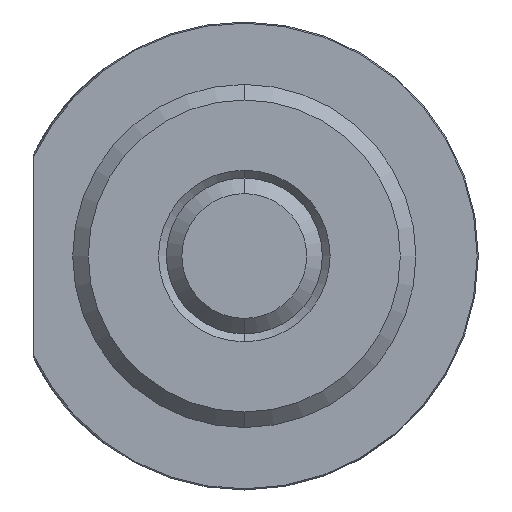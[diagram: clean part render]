
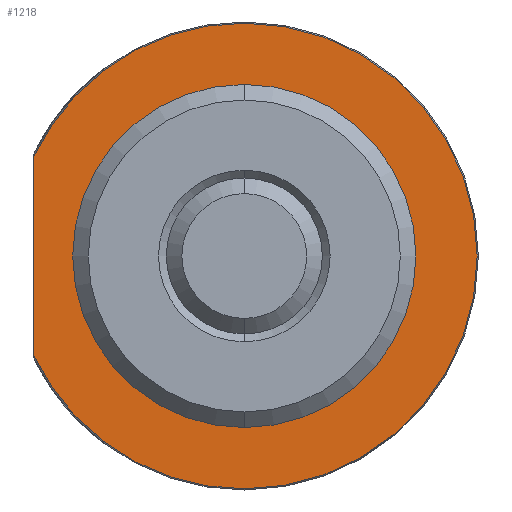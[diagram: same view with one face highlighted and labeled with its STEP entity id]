
A CAD part, left-side view. The second image highlights one B-rep face of the part: STEP entity #1218.
In plain terms, the highlighted planar face has unit normal (-1, 0, 0).
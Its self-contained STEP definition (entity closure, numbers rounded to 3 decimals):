
#37 = CIRCLE ( 'NONE', #3156, 11. ) ;
#38 = CIRCLE ( 'NONE', #3158, 14.927 ) ;
#146 = CIRCLE ( 'NONE', #3149, 11. ) ;
#158 = LINE ( 'NONE', #717, #159 ) ;
#159 = VECTOR ( 'NONE', #718, 1000. ) ;
#178 = CIRCLE ( 'NONE', #3136, 14.927 ) ;
#201 = CIRCLE ( 'NONE', #3132, 14.927 ) ;
#256 = CARTESIAN_POINT ( 'NONE',  ( 22., 0., -14.927 ) ) ;
#260 = CARTESIAN_POINT ( 'NONE',  ( 22., 13.5, 6.37 ) ) ;
#371 = CARTESIAN_POINT ( 'NONE',  ( 22., 0., -11. ) ) ;
#372 = CARTESIAN_POINT ( 'NONE',  ( 22., 0., 11. ) ) ;
#378 = CARTESIAN_POINT ( 'NONE',  ( 22., 13.5, -6.37 ) ) ;
#400 = CARTESIAN_POINT ( 'NONE',  ( 22., 0., 14.927 ) ) ;
#630 = CARTESIAN_POINT ( 'NONE',  ( 22., 0., 0. ) ) ;
#631 = CARTESIAN_POINT ( 'NONE',  ( 22., 0., 0. ) ) ;
#633 = DIRECTION ( 'NONE',  ( -1., 0., 0. ) ) ;
#634 = DIRECTION ( 'NONE',  ( 0., 0., -1. ) ) ;
#682 = CARTESIAN_POINT ( 'NONE',  ( 22., 0., 0. ) ) ;
#700 = DIRECTION ( 'NONE',  ( -1., 0., 0. ) ) ;
#701 = DIRECTION ( 'NONE',  ( 0., 0., 1. ) ) ;
#717 = CARTESIAN_POINT ( 'NONE',  ( 22., 13.5, 0. ) ) ;
#718 = DIRECTION ( 'NONE',  ( 0., 0., -1. ) ) ;
#728 = CARTESIAN_POINT ( 'NONE',  ( 22., 0., 0. ) ) ;
#735 = DIRECTION ( 'NONE',  ( -1., 0., 0. ) ) ;
#736 = DIRECTION ( 'NONE',  ( 0., 0., 1. ) ) ;
#772 = CARTESIAN_POINT ( 'NONE',  ( 22., 0., 0. ) ) ;
#773 = DIRECTION ( 'NONE',  ( -1., 0., 0. ) ) ;
#774 = DIRECTION ( 'NONE',  ( 0., 0., -1. ) ) ;
#1218 = ADVANCED_FACE ( 'NONE', ( #1965, #1974 ), #2351, .F. ) ;
#1366 = ORIENTED_EDGE ( 'NONE', *, *, #2905, .T. ) ;
#1369 = ORIENTED_EDGE ( 'NONE', *, *, #2951, .T. ) ;
#1395 = ORIENTED_EDGE ( 'NONE', *, *, #2941, .T. ) ;
#1398 = ORIENTED_EDGE ( 'NONE', *, *, #2934, .F. ) ;
#1399 = ORIENTED_EDGE ( 'NONE', *, *, #2907, .T. ) ;
#1781 = EDGE_LOOP ( 'NONE', ( #1369, #1366, #1399, #1395 ) ) ;
#1849 = EDGE_LOOP ( 'NONE', ( #1398, #2190 ) ) ;
#1965 = FACE_OUTER_BOUND ( 'NONE', #1781, .T. ) ;
#1974 = FACE_BOUND ( 'NONE', #1849, .T. ) ;
#2190 = ORIENTED_EDGE ( 'NONE', *, *, #2947, .F. ) ;
#2239 = DIRECTION ( 'NONE',  ( -1., 0., 0. ) ) ;
#2240 = DIRECTION ( 'NONE',  ( 0., 0., -1. ) ) ;
#2350 = CARTESIAN_POINT ( 'NONE',  ( 22., 11., 0. ) ) ;
#2351 = PLANE ( 'NONE',  #2758 ) ;
#2539 = VERTEX_POINT ( 'NONE', #400 ) ;
#2558 = VERTEX_POINT ( 'NONE', #378 ) ;
#2571 = VERTEX_POINT ( 'NONE', #372 ) ;
#2572 = VERTEX_POINT ( 'NONE', #371 ) ;
#2593 = VERTEX_POINT ( 'NONE', #256 ) ;
#2607 = DIRECTION ( 'NONE',  ( 1., 0., 0. ) ) ;
#2628 = DIRECTION ( 'NONE',  ( 0., 0., -1. ) ) ;
#2654 = VERTEX_POINT ( 'NONE', #260 ) ;
#2758 = AXIS2_PLACEMENT_3D ( 'NONE', #2350, #2607, #2628 ) ;
#2905 = EDGE_CURVE ( 'NONE', #2593, #2539, #201, .T. ) ;
#2907 = EDGE_CURVE ( 'NONE', #2539, #2654, #178, .T. ) ;
#2934 = EDGE_CURVE ( 'NONE', #2571, #2572, #146, .T. ) ;
#2941 = EDGE_CURVE ( 'NONE', #2654, #2558, #158, .T. ) ;
#2947 = EDGE_CURVE ( 'NONE', #2572, #2571, #37, .T. ) ;
#2951 = EDGE_CURVE ( 'NONE', #2558, #2593, #38, .T. ) ;
#3132 = AXIS2_PLACEMENT_3D ( 'NONE', #630, #2239, #2240 ) ;
#3136 = AXIS2_PLACEMENT_3D ( 'NONE', #631, #633, #634 ) ;
#3149 = AXIS2_PLACEMENT_3D ( 'NONE', #682, #700, #701 ) ;
#3156 = AXIS2_PLACEMENT_3D ( 'NONE', #728, #735, #736 ) ;
#3158 = AXIS2_PLACEMENT_3D ( 'NONE', #772, #773, #774 ) ;
